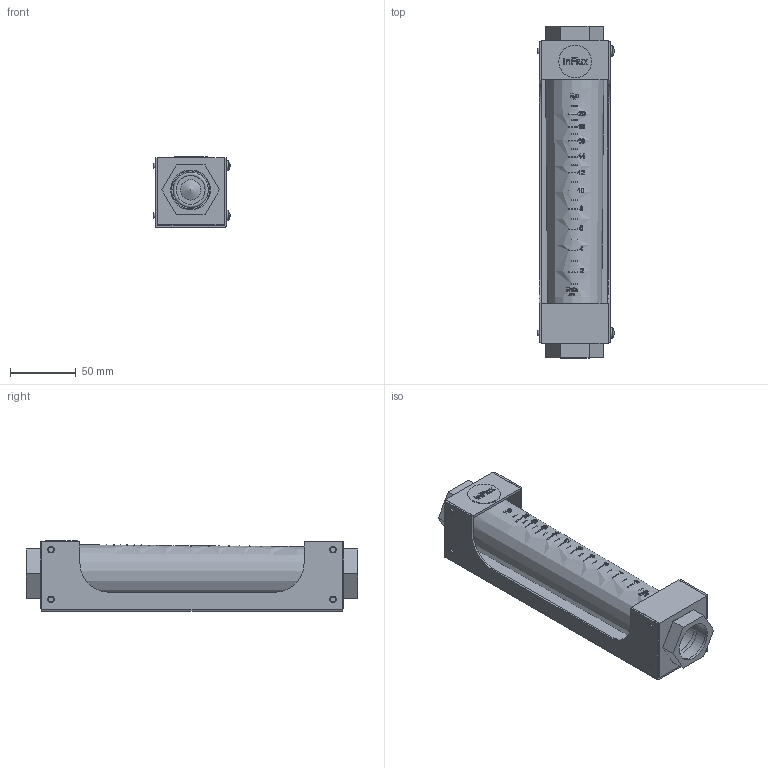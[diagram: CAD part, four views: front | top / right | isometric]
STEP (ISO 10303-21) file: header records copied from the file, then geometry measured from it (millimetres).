
FILE_DESCRIPTION( ( 'Unknown' ), '1' );
FILE_NAME( 'OF1.stp', 'Unknown', ( 'Unknown' ), ( 'Unknown' ), 'PSStep 17.0.49', 'Unknown', ' ' );
FILE_SCHEMA( ( 'AUTOMOTIVE_DESIGN { 1 0 10303 214 1 1 1 1 }' ) );
Length unit declared in the file: millimetre
Products named in the file (41): Assem1; Aufkleber; Zahl-2-4mm; Zahl-4-4mm; Zahl-6-4mm; H2O; l-min; Zahl-8-4mm; Zahl-10-4mm; Grundkörper-1; Aufnahme-oben-1; Endstück-1; Aufnahme-unten-1; Messrohr-1-Zoll; Kegel-1-zoll; Zahl-12-4mm; Zahl-14-4mm; Zahl-16-4mm; Zahl-18-4mm; Zahl-20-4mm; M4-Schraube; Dichtring11; Dichtring2
Assembly tree (44 placements, depth 2):
  Assem1
    Aufkleber
    Zahl-2-4mm
    Zahl-4-4mm
    Zahl-6-4mm
    H2O
    H2O
    H2O
    l-min
    l-min
    l-min
    l-min
    l-min
    l-min
    l-min
    l-min
    l-min
    l-min
    Zahl-8-4mm
    Zahl-10-4mm
    Zahl-10-4mm
    Grundkörper-1
    Aufnahme-oben-1
    Endstück-1  x2
    Aufnahme-unten-1
    Aufnahme-unten-1
    Messrohr-1-Zoll
    Kegel-1-zoll
    Zahl-12-4mm
    Zahl-12-4mm
    Zahl-14-4mm
    Zahl-14-4mm
    Zahl-16-4mm
    Zahl-16-4mm
    Zahl-18-4mm
    Zahl-18-4mm
    Zahl-20-4mm
    Zahl-20-4mm
    M4-Schraube  x4
    Dichtring11
    Dichtring2
Bounding box: 58.04 x 253 x 53.8 mm (x, y, z)
Volume: 239660.4 mm3; surface area: 142776 mm2
Topology: 44 solids, 44 shells, 638 faces, 1406 edges, 898 vertices
Faces by surface type: plane 488, extrusion 57, cylinder 53, torus 27, cone 9, sphere 4
Full cylindrical faces by diameter (mm): 3.571 x4, 3.97 x4, 4 x4, 4.5 x2, 5 x8, 8 x10, 15.5 x1, 18.454 x1, 22 x1, 25 x1, 25.036 x1, 29 x2, 30.291 x4, 31 x1, 32 x1
Entity records: 20513 total; most frequent: CARTESIAN_POINT 5217, DIRECTION 2072, ORIENTED_EDGE 2070, EDGE_CURVE 1035, VECTOR 728, VERTEX_POINT 717, AXIS2_PLACEMENT_3D 672, LINE 671
